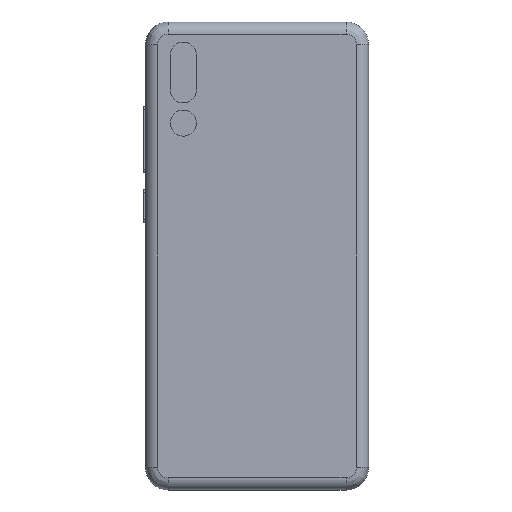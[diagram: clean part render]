
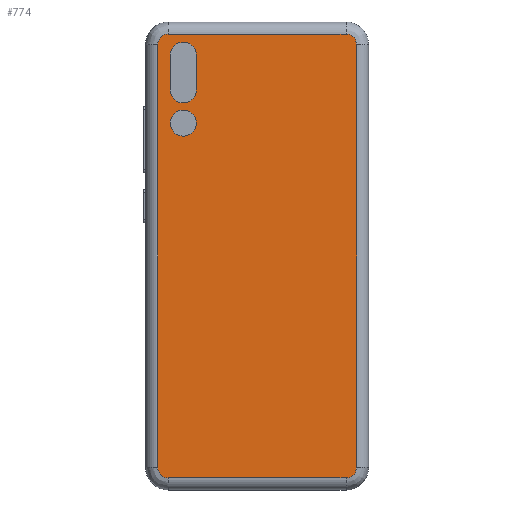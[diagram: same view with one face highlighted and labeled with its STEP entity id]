
A CAD part, front view. The second image highlights one B-rep face of the part: STEP entity #774.
In plain terms, the highlighted planar face has unit normal (0, -1, 0).
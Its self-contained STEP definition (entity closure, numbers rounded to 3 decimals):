
#15=FACE_BOUND('',#135,.T.);
#16=FACE_BOUND('',#136,.T.);
#85=FACE_OUTER_BOUND('',#134,.T.);
#134=EDGE_LOOP('',(#673,#674,#675,#676,#677,#678,#679,#680));
#135=EDGE_LOOP('',(#681,#682,#683,#684));
#136=EDGE_LOOP('',(#685));
#181=CIRCLE('',#865,3.5);
#184=CIRCLE('',#869,3.5);
#188=CIRCLE('',#874,3.5);
#191=CIRCLE('',#878,3.5);
#192=CIRCLE('',#884,4.315);
#193=CIRCLE('',#885,4.315);
#194=CIRCLE('',#886,4.315);
#239=LINE('',#1350,#296);
#241=LINE('',#1368,#298);
#242=LINE('',#1384,#299);
#243=LINE('',#1398,#300);
#246=LINE('',#1409,#303);
#247=LINE('',#1412,#304);
#296=VECTOR('',#1072,10.);
#298=VECTOR('',#1084,10.);
#299=VECTOR('',#1093,10.);
#300=VECTOR('',#1100,10.);
#303=VECTOR('',#1113,10.);
#304=VECTOR('',#1116,10.);
#358=VERTEX_POINT('',#1339);
#360=VERTEX_POINT('',#1343);
#362=VERTEX_POINT('',#1348);
#363=VERTEX_POINT('',#1361);
#364=VERTEX_POINT('',#1366);
#365=VERTEX_POINT('',#1378);
#366=VERTEX_POINT('',#1382);
#367=VERTEX_POINT('',#1394);
#368=VERTEX_POINT('',#1405);
#369=VERTEX_POINT('',#1406);
#370=VERTEX_POINT('',#1408);
#371=VERTEX_POINT('',#1410);
#372=VERTEX_POINT('',#1413);
#456=EDGE_CURVE('',#360,#358,#181,.T.);
#458=EDGE_CURVE('',#362,#360,#239,.T.);
#461=EDGE_CURVE('',#363,#362,#184,.T.);
#464=EDGE_CURVE('',#364,#363,#241,.T.);
#466=EDGE_CURVE('',#365,#364,#188,.T.);
#468=EDGE_CURVE('',#366,#365,#242,.T.);
#470=EDGE_CURVE('',#367,#366,#191,.T.);
#471=EDGE_CURVE('',#358,#367,#243,.T.);
#474=EDGE_CURVE('',#368,#369,#192,.T.);
#475=EDGE_CURVE('',#369,#370,#246,.T.);
#476=EDGE_CURVE('',#370,#371,#193,.T.);
#477=EDGE_CURVE('',#371,#368,#247,.T.);
#478=EDGE_CURVE('',#372,#372,#194,.T.);
#673=ORIENTED_EDGE('',*,*,#456,.F.);
#674=ORIENTED_EDGE('',*,*,#458,.F.);
#675=ORIENTED_EDGE('',*,*,#461,.F.);
#676=ORIENTED_EDGE('',*,*,#464,.F.);
#677=ORIENTED_EDGE('',*,*,#466,.F.);
#678=ORIENTED_EDGE('',*,*,#468,.F.);
#679=ORIENTED_EDGE('',*,*,#470,.F.);
#680=ORIENTED_EDGE('',*,*,#471,.F.);
#681=ORIENTED_EDGE('',*,*,#474,.T.);
#682=ORIENTED_EDGE('',*,*,#475,.T.);
#683=ORIENTED_EDGE('',*,*,#476,.T.);
#684=ORIENTED_EDGE('',*,*,#477,.T.);
#685=ORIENTED_EDGE('',*,*,#478,.T.);
#728=PLANE('',#883);
#774=ADVANCED_FACE('',(#85,#15,#16),#728,.T.);
#865=AXIS2_PLACEMENT_3D('',#1345,#1066,#1067);
#869=AXIS2_PLACEMENT_3D('',#1363,#1076,#1077);
#874=AXIS2_PLACEMENT_3D('',#1380,#1087,#1088);
#878=AXIS2_PLACEMENT_3D('',#1396,#1096,#1097);
#883=AXIS2_PLACEMENT_3D('',#1404,#1109,#1110);
#884=AXIS2_PLACEMENT_3D('',#1407,#1111,#1112);
#885=AXIS2_PLACEMENT_3D('',#1411,#1114,#1115);
#886=AXIS2_PLACEMENT_3D('',#1414,#1117,#1118);
#1066=DIRECTION('center_axis',(0.,1.,0.));
#1067=DIRECTION('ref_axis',(-0.707,0.,-0.707));
#1072=DIRECTION('',(-1.,0.,0.));
#1076=DIRECTION('center_axis',(0.,1.,0.));
#1077=DIRECTION('ref_axis',(0.707,0.,-0.707));
#1084=DIRECTION('',(0.,0.,-1.));
#1087=DIRECTION('center_axis',(0.,1.,0.));
#1088=DIRECTION('ref_axis',(0.707,0.,0.707));
#1093=DIRECTION('',(1.,0.,0.));
#1096=DIRECTION('center_axis',(0.,1.,0.));
#1097=DIRECTION('ref_axis',(-0.707,0.,0.707));
#1100=DIRECTION('',(0.,0.,1.));
#1109=DIRECTION('center_axis',(0.,-1.,0.));
#1110=DIRECTION('ref_axis',(0.,0.,-1.));
#1111=DIRECTION('center_axis',(0.,1.,0.));
#1112=DIRECTION('ref_axis',(1.,0.,0.));
#1113=DIRECTION('',(0.,0.,1.));
#1114=DIRECTION('center_axis',(0.,1.,0.));
#1115=DIRECTION('ref_axis',(-1.,0.,0.));
#1116=DIRECTION('',(0.,0.,-1.));
#1117=DIRECTION('center_axis',(0.,1.,0.));
#1118=DIRECTION('ref_axis',(1.,0.,0.));
#1339=CARTESIAN_POINT('',(-8.5,0.5,-114.));
#1343=CARTESIAN_POINT('',(-5.,0.5,-117.5));
#1345=CARTESIAN_POINT('Origin',(-5.,0.5,-114.));
#1348=CARTESIAN_POINT('',(53.88,0.5,-117.5));
#1350=CARTESIAN_POINT('',(39.16,0.5,-117.5));
#1361=CARTESIAN_POINT('',(57.38,0.5,-114.));
#1363=CARTESIAN_POINT('Origin',(53.88,0.5,-114.));
#1366=CARTESIAN_POINT('',(57.38,0.5,26.));
#1368=CARTESIAN_POINT('',(57.38,0.5,-9.));
#1378=CARTESIAN_POINT('',(53.88,0.5,29.5));
#1380=CARTESIAN_POINT('Origin',(53.88,0.5,26.));
#1382=CARTESIAN_POINT('',(-5.,0.5,29.5));
#1384=CARTESIAN_POINT('',(9.72,0.5,29.5));
#1394=CARTESIAN_POINT('',(-8.5,0.5,26.));
#1396=CARTESIAN_POINT('Origin',(-5.,0.5,26.));
#1398=CARTESIAN_POINT('',(-8.5,0.5,-79.));
#1404=CARTESIAN_POINT('Origin',(24.44,0.5,-44.));
#1405=CARTESIAN_POINT('',(4.315,0.5,11.));
#1406=CARTESIAN_POINT('',(-4.315,0.5,11.));
#1407=CARTESIAN_POINT('Origin',(0.,0.5,11.));
#1408=CARTESIAN_POINT('',(-4.315,0.5,22.5));
#1409=CARTESIAN_POINT('',(-4.315,0.5,11.));
#1410=CARTESIAN_POINT('',(4.315,0.5,22.5));
#1411=CARTESIAN_POINT('Origin',(0.,0.5,22.5));
#1412=CARTESIAN_POINT('',(4.315,0.5,22.5));
#1413=CARTESIAN_POINT('',(-4.315,0.5,0.));
#1414=CARTESIAN_POINT('Origin',(0.,0.5,0.));
